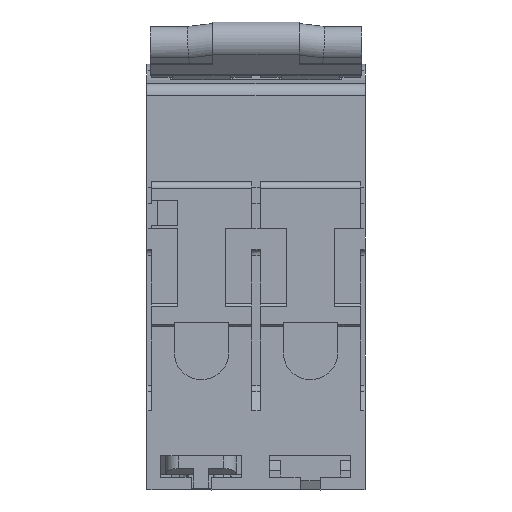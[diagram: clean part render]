
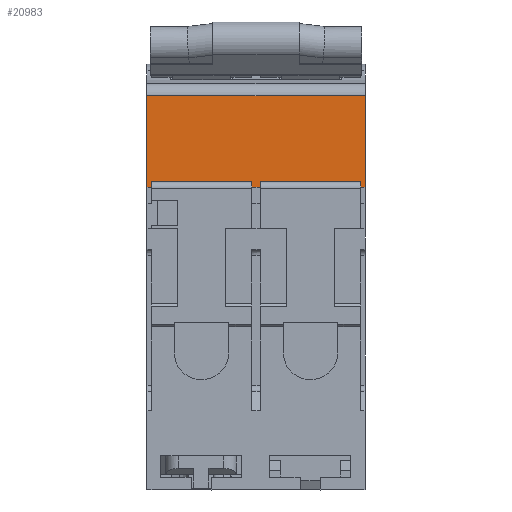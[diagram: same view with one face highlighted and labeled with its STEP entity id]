
A CAD part, front view. The second image highlights one B-rep face of the part: STEP entity #20983.
In plain terms, the highlighted planar face has unit normal (0, -1, 0).
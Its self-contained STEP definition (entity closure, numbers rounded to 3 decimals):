
#20964=AXIS2_PLACEMENT_3D('Plane Axis2P3D',#20961,#20962,#20963) ;
#2773=CARTESIAN_POINT('Line Origine',(35.2,21.85,56.678)) ;
#2777=CARTESIAN_POINT('Vertex',(35.2,21.85,63.618)) ;
#2779=CARTESIAN_POINT('Vertex',(35.2,21.85,49.739)) ;
#2782=CARTESIAN_POINT('Line Origine',(35.2,21.85,49.3)) ;
#2786=CARTESIAN_POINT('Vertex',(35.2,21.85,48.861)) ;
#3296=CARTESIAN_POINT('Control Point',(0.,21.85,49.739)) ;
#3297=CARTESIAN_POINT('Control Point',(0.,21.85,49.52)) ;
#3298=CARTESIAN_POINT('Control Point',(0.,21.85,49.3)) ;
#3299=CARTESIAN_POINT('Control Point',(0.,21.85,49.08)) ;
#3300=CARTESIAN_POINT('Control Point',(0.,21.85,48.861)) ;
#3301=CARTESIAN_POINT('Vertex',(0.,21.85,48.861)) ;
#3303=CARTESIAN_POINT('Vertex',(0.,21.85,49.739)) ;
#3306=CARTESIAN_POINT('Line Origine',(0.,21.85,56.678)) ;
#3310=CARTESIAN_POINT('Vertex',(0.,21.85,63.618)) ;
#3945=CARTESIAN_POINT('Line Origine',(9.41,21.85,63.618)) ;
#6238=CARTESIAN_POINT('Line Origine',(34.85,21.85,48.861)) ;
#6242=CARTESIAN_POINT('Vertex',(34.5,21.85,48.861)) ;
#7447=CARTESIAN_POINT('Line Origine',(0.35,21.85,48.861)) ;
#7451=CARTESIAN_POINT('Vertex',(0.7,21.85,48.861)) ;
#12637=CARTESIAN_POINT('Line Origine',(34.5,21.85,49.3)) ;
#12641=CARTESIAN_POINT('Vertex',(34.5,21.85,49.739)) ;
#12689=CARTESIAN_POINT('Line Origine',(26.4,21.85,49.739)) ;
#12693=CARTESIAN_POINT('Vertex',(18.3,21.85,49.739)) ;
#12758=CARTESIAN_POINT('Vertex',(0.7,21.85,49.739)) ;
#12762=CARTESIAN_POINT('Control Point',(0.7,21.85,49.739)) ;
#12763=CARTESIAN_POINT('Control Point',(0.7,21.85,49.52)) ;
#12764=CARTESIAN_POINT('Control Point',(0.7,21.85,49.3)) ;
#12765=CARTESIAN_POINT('Control Point',(0.7,21.85,49.08)) ;
#12766=CARTESIAN_POINT('Control Point',(0.7,21.85,48.861)) ;
#12797=CARTESIAN_POINT('Vertex',(16.9,21.85,49.739)) ;
#12800=CARTESIAN_POINT('Line Origine',(8.8,21.85,49.739)) ;
#12837=CARTESIAN_POINT('Vertex',(16.9,21.85,48.861)) ;
#12840=CARTESIAN_POINT('Line Origine',(16.9,21.85,49.3)) ;
#20595=CARTESIAN_POINT('Control Point',(18.3,21.85,49.739)) ;
#20596=CARTESIAN_POINT('Control Point',(18.3,21.85,49.52)) ;
#20597=CARTESIAN_POINT('Control Point',(18.3,21.85,49.3)) ;
#20598=CARTESIAN_POINT('Control Point',(18.3,21.85,49.08)) ;
#20599=CARTESIAN_POINT('Control Point',(18.3,21.85,48.861)) ;
#20600=CARTESIAN_POINT('Vertex',(18.3,21.85,48.861)) ;
#20932=CARTESIAN_POINT('Line Origine',(17.25,21.85,48.861)) ;
#20936=CARTESIAN_POINT('Vertex',(17.6,21.85,48.861)) ;
#20939=CARTESIAN_POINT('Line Origine',(17.95,21.85,48.861)) ;
#20961=CARTESIAN_POINT('Axis2P3D Location',(0.,21.85,63.618)) ;
#2774=DIRECTION('Vector Direction',(0.,0.,-1.)) ;
#2783=DIRECTION('Vector Direction',(0.,0.,1.)) ;
#3307=DIRECTION('Vector Direction',(0.,0.,-1.)) ;
#3946=DIRECTION('Vector Direction',(-1.,0.,0.)) ;
#6239=DIRECTION('Vector Direction',(-1.,0.,0.)) ;
#7448=DIRECTION('Vector Direction',(1.,0.,0.)) ;
#12638=DIRECTION('Vector Direction',(0.,0.,1.)) ;
#12690=DIRECTION('Vector Direction',(1.,0.,0.)) ;
#12801=DIRECTION('Vector Direction',(1.,0.,0.)) ;
#12841=DIRECTION('Vector Direction',(0.,0.,1.)) ;
#20933=DIRECTION('Vector Direction',(-1.,0.,0.)) ;
#20940=DIRECTION('Vector Direction',(1.,0.,0.)) ;
#20962=DIRECTION('Axis2P3D Direction',(0.,-1.,0.)) ;
#20963=DIRECTION('Axis2P3D XDirection',(0.,0.,-1.)) ;
#2775=VECTOR('Line Direction',#2774,1.) ;
#2784=VECTOR('Line Direction',#2783,1.) ;
#3308=VECTOR('Line Direction',#3307,1.) ;
#3947=VECTOR('Line Direction',#3946,1.) ;
#6240=VECTOR('Line Direction',#6239,1.) ;
#7449=VECTOR('Line Direction',#7448,1.) ;
#12639=VECTOR('Line Direction',#12638,1.) ;
#12691=VECTOR('Line Direction',#12690,1.) ;
#12802=VECTOR('Line Direction',#12801,1.) ;
#12842=VECTOR('Line Direction',#12841,1.) ;
#20934=VECTOR('Line Direction',#20933,1.) ;
#20941=VECTOR('Line Direction',#20940,1.) ;
#20967=ORIENTED_EDGE('',*,*,#12695,.T.) ;
#20968=ORIENTED_EDGE('',*,*,#12643,.F.) ;
#20969=ORIENTED_EDGE('',*,*,#6244,.F.) ;
#20970=ORIENTED_EDGE('',*,*,#2788,.F.) ;
#20971=ORIENTED_EDGE('',*,*,#2781,.F.) ;
#20972=ORIENTED_EDGE('',*,*,#3949,.F.) ;
#20973=ORIENTED_EDGE('',*,*,#3312,.F.) ;
#20974=ORIENTED_EDGE('',*,*,#3305,.F.) ;
#20975=ORIENTED_EDGE('',*,*,#7453,.T.) ;
#20976=ORIENTED_EDGE('',*,*,#12767,.F.) ;
#20977=ORIENTED_EDGE('',*,*,#12804,.T.) ;
#20978=ORIENTED_EDGE('',*,*,#12844,.F.) ;
#20979=ORIENTED_EDGE('',*,*,#20938,.F.) ;
#20980=ORIENTED_EDGE('',*,*,#20943,.F.) ;
#20981=ORIENTED_EDGE('',*,*,#20602,.F.) ;
#20983=ADVANCED_FACE('MCB',(#20982),#20965,.T.) ;
#3295=B_SPLINE_CURVE_WITH_KNOTS('',4,(#3296,#3297,#3298,#3299,#3300),.UNSPECIFIED.,.F.,.U.,(5,5),(0.,0.878),.UNSPECIFIED.) ;
#12761=B_SPLINE_CURVE_WITH_KNOTS('',4,(#12762,#12763,#12764,#12765,#12766),.UNSPECIFIED.,.F.,.U.,(5,5),(0.,0.878),.UNSPECIFIED.) ;
#20594=B_SPLINE_CURVE_WITH_KNOTS('',4,(#20595,#20596,#20597,#20598,#20599),.UNSPECIFIED.,.F.,.U.,(5,5),(0.,0.878),.UNSPECIFIED.) ;
#2781=EDGE_CURVE('',#2778,#2780,#2776,.T.) ;
#2788=EDGE_CURVE('',#2780,#2787,#2785,.F.) ;
#3305=EDGE_CURVE('',#3302,#3304,#3295,.F.) ;
#3312=EDGE_CURVE('',#3304,#3311,#3309,.F.) ;
#3949=EDGE_CURVE('',#3311,#2778,#3948,.F.) ;
#6244=EDGE_CURVE('',#2787,#6243,#6241,.T.) ;
#7453=EDGE_CURVE('',#3302,#7452,#7450,.T.) ;
#12643=EDGE_CURVE('',#6243,#12642,#12640,.T.) ;
#12695=EDGE_CURVE('',#12694,#12642,#12692,.T.) ;
#12767=EDGE_CURVE('',#12759,#7452,#12761,.T.) ;
#12804=EDGE_CURVE('',#12759,#12798,#12803,.T.) ;
#12844=EDGE_CURVE('',#12838,#12798,#12843,.T.) ;
#20602=EDGE_CURVE('',#12694,#20601,#20594,.T.) ;
#20938=EDGE_CURVE('',#20937,#12838,#20935,.T.) ;
#20943=EDGE_CURVE('',#20601,#20937,#20942,.F.) ;
#20966=EDGE_LOOP('',(#20967,#20968,#20969,#20970,#20971,#20972,#20973,#20974,#20975,#20976,#20977,#20978,#20979,#20980,#20981)) ;
#20982=FACE_OUTER_BOUND('',#20966,.T.) ;
#2776=LINE('Line',#2773,#2775) ;
#2785=LINE('Line',#2782,#2784) ;
#3309=LINE('Line',#3306,#3308) ;
#3948=LINE('Line',#3945,#3947) ;
#6241=LINE('Line',#6238,#6240) ;
#7450=LINE('Line',#7447,#7449) ;
#12640=LINE('Line',#12637,#12639) ;
#12692=LINE('Line',#12689,#12691) ;
#12803=LINE('Line',#12800,#12802) ;
#12843=LINE('Line',#12840,#12842) ;
#20935=LINE('Line',#20932,#20934) ;
#20942=LINE('Line',#20939,#20941) ;
#20965=PLANE('',#20964) ;
#2778=VERTEX_POINT('',#2777) ;
#2780=VERTEX_POINT('',#2779) ;
#2787=VERTEX_POINT('',#2786) ;
#3302=VERTEX_POINT('',#3301) ;
#3304=VERTEX_POINT('',#3303) ;
#3311=VERTEX_POINT('',#3310) ;
#6243=VERTEX_POINT('',#6242) ;
#7452=VERTEX_POINT('',#7451) ;
#12642=VERTEX_POINT('',#12641) ;
#12694=VERTEX_POINT('',#12693) ;
#12759=VERTEX_POINT('',#12758) ;
#12798=VERTEX_POINT('',#12797) ;
#12838=VERTEX_POINT('',#12837) ;
#20601=VERTEX_POINT('',#20600) ;
#20937=VERTEX_POINT('',#20936) ;
